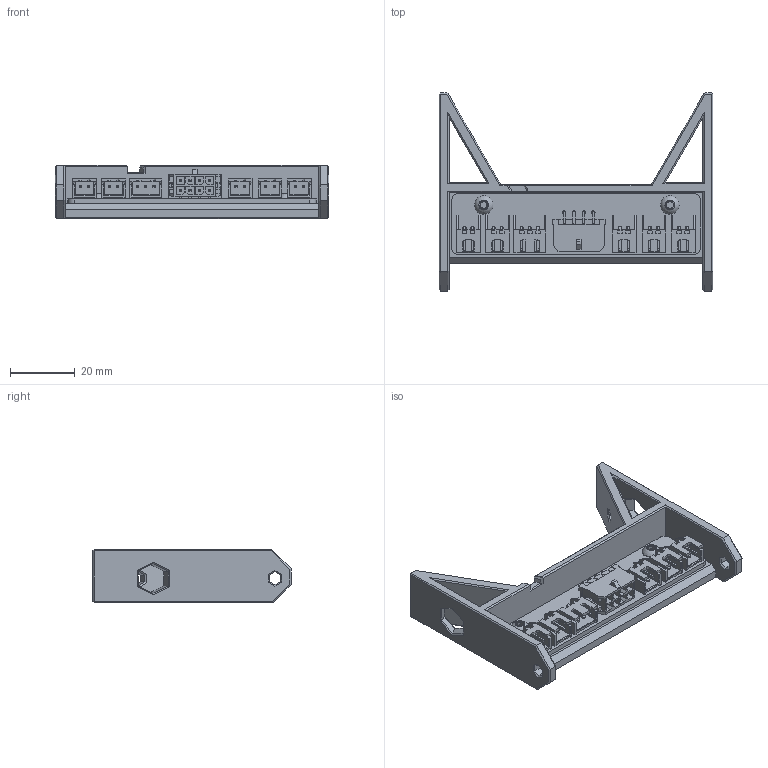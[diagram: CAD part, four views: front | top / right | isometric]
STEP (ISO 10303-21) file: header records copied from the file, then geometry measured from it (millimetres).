
FILE_DESCRIPTION(/* description */ (''),/* implementation_level */ '2;1');
FILE_NAME(/* name */ 'Micron_Bed_Aux_Umbilical_Mount.step',/* time_stamp */ '2025-11-23T22:16:47Z',/* author */ (''),/* organization */ (''),/* preprocessor_version */ 'ST-DEVELOPER v20.1',/* originating_system */ 'Autodesk Translation Framework v14.21.0.0',/* authorisation */ '');
FILE_SCHEMA (('AUTOMOTIVE_DESIGN { 1 0 10303 214 3 1 1 }'));
Length unit declared in the file: millimetre
Products named in the file (11): MicronFilter_Bed_Aux_Umbilical_Mount; Wago Mount 413; Hardware; M3x6 BHCS; Bed_Aux_Umbiical_PCB 1; 430450800; SOLID; COMPOUND; JST_XH_S3B-XH-A-1_1x03_P2.50mm_Horizontal; JST_XH_S2B-XH-A-1_1x02_P2.50mm_Horizontal; Bed_Aux_Umbiical_PCB_PCB
Assembly tree (15 placements, depth 4):
  MicronFilter_Bed_Aux_Umbilical_Mount
    Wago Mount 413
    Hardware
      M3x6 BHCS  x2
    Bed_Aux_Umbiical_PCB 1
      JST_XH_S2B-XH-A-1_1x02_P2.50mm_Horizontal  x5
      430450800
        SOLID
        COMPOUND
      JST_XH_S3B-XH-A-1_1x03_P2.50mm_Horizontal
      Bed_Aux_Umbiical_PCB_PCB
Bounding box: 84.5 x 61.21 x 16.43 mm (x, y, z)
Volume: 21277.7 mm3; surface area: 21009.1 mm2
Topology: 11 solids, 11 shells, 1366 faces, 3542 edges, 2251 vertices
Faces by surface type: plane 1240, cylinder 96, cone 24, torus 4, sphere 2
Full cylindrical faces by diameter (mm): 0.95 x3, 1 x10, 1.02 x8, 2.9 x2, 3 x4, 3.2 x2, 5.7 x2
Entity records: 27920 total; most frequent: CARTESIAN_POINT 4858, ORIENTED_EDGE 4722, DIRECTION 4399, EDGE_CURVE 2361, LINE 2191, VECTOR 2191, VERTEX_POINT 1481, AXIS2_PLACEMENT_3D 1104
